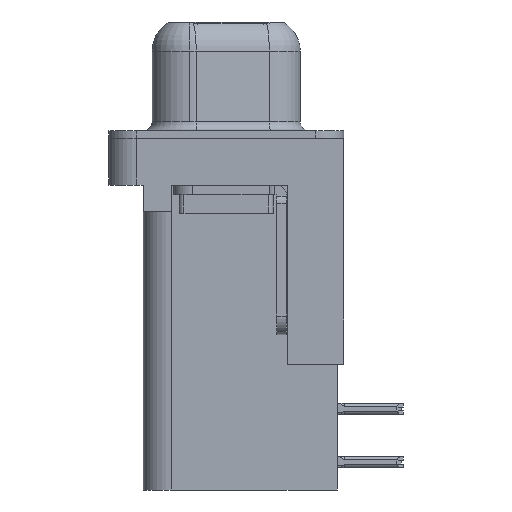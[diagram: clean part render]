
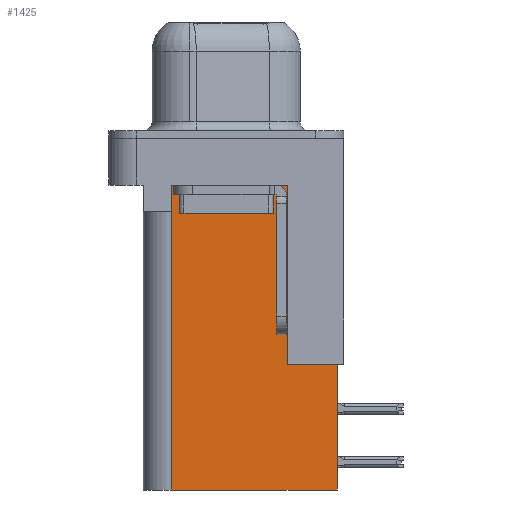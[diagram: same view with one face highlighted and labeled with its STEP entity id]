
A CAD part, left-side view. The second image highlights one B-rep face of the part: STEP entity #1425.
In plain terms, the highlighted planar face has unit normal (-1, 0, 0).
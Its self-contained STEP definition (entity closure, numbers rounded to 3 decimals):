
#585 = VERTEX_POINT ( 'NONE', #16662 ) ;
#796 = FACE_OUTER_BOUND ( 'NONE', #13658, .T. ) ;
#815 = CARTESIAN_POINT ( 'NONE',  ( 3.79, 0., -3.9 ) ) ;
#875 = EDGE_CURVE ( 'NONE', #15586, #17357, #5193, .T. ) ;
#945 = DIRECTION ( 'NONE',  ( 0., 0., 1. ) ) ;
#1425 = ADVANCED_FACE ( 'NONE', ( #796 ), #15532, .F. ) ;
#1757 = VECTOR ( 'NONE', #3122, 1000. ) ;
#1932 = DIRECTION ( 'NONE',  ( 0., 1., 0. ) ) ;
#1969 = VERTEX_POINT ( 'NONE', #7270 ) ;
#2528 = DIRECTION ( 'NONE',  ( 0., 1., 0. ) ) ;
#3122 = DIRECTION ( 'NONE',  ( 0., 1., 0. ) ) ;
#3448 = LINE ( 'NONE', #14043, #17614 ) ;
#4217 = CARTESIAN_POINT ( 'NONE',  ( 3.79, 2.925, -18.76 ) ) ;
#4489 = CARTESIAN_POINT ( 'NONE',  ( 3.79, -3.295, -2.5 ) ) ;
#4571 = CARTESIAN_POINT ( 'NONE',  ( 3.79, -3.295, -2.5 ) ) ;
#5193 = LINE ( 'NONE', #20885, #10075 ) ;
#6701 = VECTOR ( 'NONE', #12435, 1000. ) ;
#6719 = LINE ( 'NONE', #17507, #1757 ) ;
#7142 = CARTESIAN_POINT ( 'NONE',  ( 3.79, 2.895, -2.5 ) ) ;
#7270 = CARTESIAN_POINT ( 'NONE',  ( 3.79, -5.925, -12.05 ) ) ;
#7519 = EDGE_CURVE ( 'NONE', #17357, #23774, #11484, .T. ) ;
#9317 = CARTESIAN_POINT ( 'NONE',  ( 3.79, -3.295, -18.76 ) ) ;
#10028 = ORIENTED_EDGE ( 'NONE', *, *, #17719, .F. ) ;
#10075 = VECTOR ( 'NONE', #22749, 1000. ) ;
#10136 = CARTESIAN_POINT ( 'NONE',  ( 3.79, -3.295, -18.76 ) ) ;
#10374 = VERTEX_POINT ( 'NONE', #19231 ) ;
#10969 = DIRECTION ( 'NONE',  ( 1., 0., 0. ) ) ;
#11484 = LINE ( 'NONE', #4489, #16396 ) ;
#11758 = ORIENTED_EDGE ( 'NONE', *, *, #20521, .T. ) ;
#12014 = DIRECTION ( 'NONE',  ( 0., 1., 0. ) ) ;
#12305 = ORIENTED_EDGE ( 'NONE', *, *, #21194, .T. ) ;
#12435 = DIRECTION ( 'NONE',  ( 0., 0., -1. ) ) ;
#12677 = EDGE_CURVE ( 'NONE', #10374, #21286, #13088, .T. ) ;
#13088 = LINE ( 'NONE', #815, #22348 ) ;
#13658 = EDGE_LOOP ( 'NONE', ( #15560, #12305, #22060, #10028, #22819, #16923, #11758, #21230 ) ) ;
#14043 = CARTESIAN_POINT ( 'NONE',  ( 3.79, -5.925, -2. ) ) ;
#15525 = AXIS2_PLACEMENT_3D ( 'NONE', #9317, #10969, #1932 ) ;
#15532 = PLANE ( 'NONE',  #15525 ) ;
#15560 = ORIENTED_EDGE ( 'NONE', *, *, #7519, .T. ) ;
#15586 = VERTEX_POINT ( 'NONE', #17410 ) ;
#15608 = DIRECTION ( 'NONE',  ( 0., 1., 0. ) ) ;
#15697 = LINE ( 'NONE', #10136, #18308 ) ;
#15926 = DIRECTION ( 'NONE',  ( 0., 0., -1. ) ) ;
#16396 = VECTOR ( 'NONE', #2528, 1000. ) ;
#16662 = CARTESIAN_POINT ( 'NONE',  ( 3.79, -5.925, -18.76 ) ) ;
#16923 = ORIENTED_EDGE ( 'NONE', *, *, #17439, .F. ) ;
#17357 = VERTEX_POINT ( 'NONE', #4571 ) ;
#17410 = CARTESIAN_POINT ( 'NONE',  ( 3.79, -3.295, -12.05 ) ) ;
#17439 = EDGE_CURVE ( 'NONE', #1969, #585, #3448, .T. ) ;
#17507 = CARTESIAN_POINT ( 'NONE',  ( 3.79, -6.295, -12.05 ) ) ;
#17594 = CARTESIAN_POINT ( 'NONE',  ( 3.79, 2.925, -18.76 ) ) ;
#17614 = VECTOR ( 'NONE', #15926, 1000. ) ;
#17719 = EDGE_CURVE ( 'NONE', #19269, #21286, #17882, .T. ) ;
#17882 = LINE ( 'NONE', #4217, #22795 ) ;
#18308 = VECTOR ( 'NONE', #12014, 1000. ) ;
#19231 = CARTESIAN_POINT ( 'NONE',  ( 3.79, 2.895, -3.9 ) ) ;
#19269 = VERTEX_POINT ( 'NONE', #17594 ) ;
#20521 = EDGE_CURVE ( 'NONE', #1969, #15586, #6719, .T. ) ;
#20846 = LINE ( 'NONE', #23502, #6701 ) ;
#20885 = CARTESIAN_POINT ( 'NONE',  ( 3.79, -3.295, -18.76 ) ) ;
#21194 = EDGE_CURVE ( 'NONE', #23774, #10374, #20846, .T. ) ;
#21230 = ORIENTED_EDGE ( 'NONE', *, *, #875, .T. ) ;
#21286 = VERTEX_POINT ( 'NONE', #23730 ) ;
#22060 = ORIENTED_EDGE ( 'NONE', *, *, #12677, .T. ) ;
#22348 = VECTOR ( 'NONE', #15608, 1000. ) ;
#22398 = EDGE_CURVE ( 'NONE', #585, #19269, #15697, .T. ) ;
#22749 = DIRECTION ( 'NONE',  ( 0., 0., 1. ) ) ;
#22795 = VECTOR ( 'NONE', #945, 1000. ) ;
#22819 = ORIENTED_EDGE ( 'NONE', *, *, #22398, .F. ) ;
#23502 = CARTESIAN_POINT ( 'NONE',  ( 3.79, 2.895, -3.9 ) ) ;
#23730 = CARTESIAN_POINT ( 'NONE',  ( 3.79, 2.925, -3.9 ) ) ;
#23774 = VERTEX_POINT ( 'NONE', #7142 ) ;
